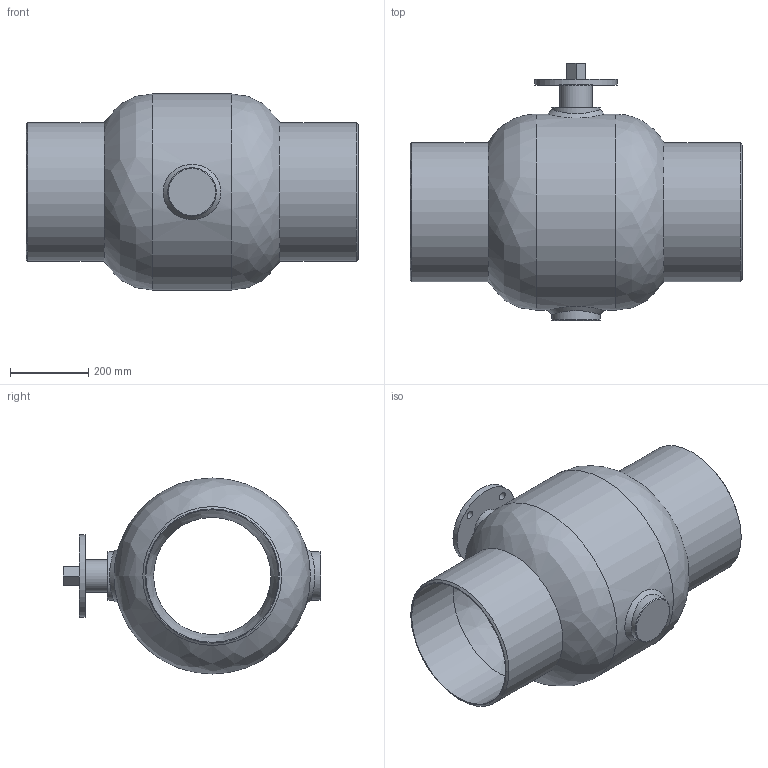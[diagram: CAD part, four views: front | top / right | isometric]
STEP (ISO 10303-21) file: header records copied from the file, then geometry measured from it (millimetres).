
FILE_DESCRIPTION((''),'2;1');
FILE_NAME('AT3590-350.stp','2016-02-09T10:05:43',('Przemo'),(''),'Autodesk Inventor 2012','Autodesk Inventor 2012','');
FILE_SCHEMA(('AUTOMOTIVE_DESIGN { 1 0 10303 214 1 1 1 1 }'));
Length unit declared in the file: millimetre
Products named in the file (1): AT3590-350
Bounding box: 850 x 659.5 x 502 mm (x, y, z)
Volume: 55225666.2 mm3; surface area: 2163898.9 mm2
Topology: 1 solids, 1 shells, 36 faces, 81 edges, 51 vertices
Faces by surface type: cylinder 14, plane 11, cone 7, bspline 4
Full cylindrical faces by diameter (mm): 21 x4, 82.5 x1, 124 x2, 210 x1, 300 x1, 339.6 x2, 355.6 x2, 502 x1
Entity records: 1208 total; most frequent: CARTESIAN_POINT 505, DIRECTION 140, ORIENTED_EDGE 98, EDGE_LOOP 74, AXIS2_PLACEMENT_3D 64, EDGE_CURVE 49, VERTEX_POINT 43, FACE_BOUND 38
